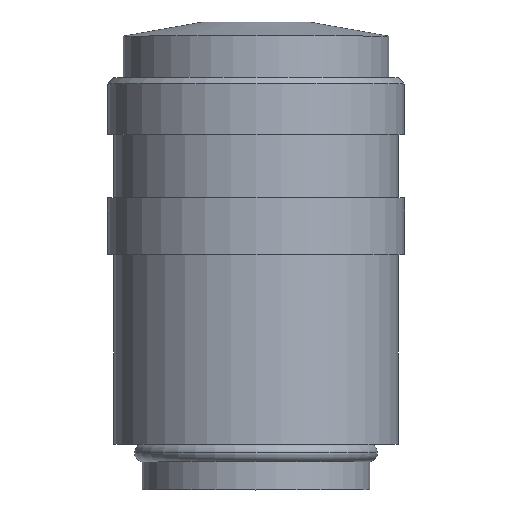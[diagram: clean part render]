
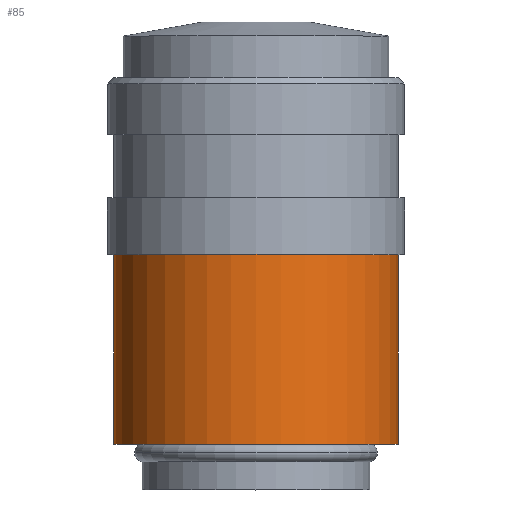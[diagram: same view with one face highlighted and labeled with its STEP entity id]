
A CAD part, top view. The second image highlights one B-rep face of the part: STEP entity #85.
In plain terms, the highlighted cylindrical face has radius 11.25 mm (diameter 22.5 mm), a partial arc.
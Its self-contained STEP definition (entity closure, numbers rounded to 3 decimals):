
#85=ADVANCED_FACE('',(#186),#187,.T.);
#186=FACE_OUTER_BOUND('',#305,.T.);
#187=CYLINDRICAL_SURFACE('',#306,11.25);
#305=EDGE_LOOP('',(#480,#481,#482,#483));
#306=AXIS2_PLACEMENT_3D('',#484,#485,#486);
#480=ORIENTED_EDGE('',*,*,#666,.T.);
#481=ORIENTED_EDGE('',*,*,#710,.F.);
#482=ORIENTED_EDGE('',*,*,#668,.T.);
#483=ORIENTED_EDGE('',*,*,#711,.T.);
#484=CARTESIAN_POINT('',(0.0,11.1,0.0));
#485=DIRECTION('',(-0.0,1.0,0.0));
#486=DIRECTION('',(1.0,0.0,0.0));
#666=EDGE_CURVE('',#778,#779,#780,.T.);
#668=EDGE_CURVE('',#783,#781,#784,.T.);
#710=EDGE_CURVE('',#783,#779,#846,.T.);
#711=EDGE_CURVE('',#781,#778,#847,.T.);
#778=VERTEX_POINT('',#927);
#779=VERTEX_POINT('',#928);
#780=LINE('',#929,#930);
#781=VERTEX_POINT('',#931);
#783=VERTEX_POINT('',#933);
#784=LINE('',#934,#935);
#846=CIRCLE('',#1007,11.25);
#847=CIRCLE('',#1008,11.25);
#927=CARTESIAN_POINT('',(11.25,3.6,0.0));
#928=CARTESIAN_POINT('',(11.25,18.6,0.0));
#929=CARTESIAN_POINT('',(11.25,11.1,0.));
#930=VECTOR('',#1095,1.0);
#931=CARTESIAN_POINT('',(-11.25,3.6,0.));
#933=CARTESIAN_POINT('',(-11.25,18.6,0.));
#934=CARTESIAN_POINT('',(-11.25,11.1,0.));
#935=VECTOR('',#1099,1.0);
#1007=AXIS2_PLACEMENT_3D('',#1170,#1171,#1172);
#1008=AXIS2_PLACEMENT_3D('',#1173,#1174,#1175);
#1095=DIRECTION('',(0.0,1.0,0.0));
#1099=DIRECTION('',(-0.0,-1.0,-0.0));
#1170=CARTESIAN_POINT('',(0.0,18.6,0.0));
#1171=DIRECTION('',(-0.0,1.0,0.0));
#1172=DIRECTION('',(1.0,0.0,0.0));
#1173=CARTESIAN_POINT('',(0.0,3.6,0.0));
#1174=DIRECTION('',(-0.0,1.0,0.0));
#1175=DIRECTION('',(1.0,0.0,0.0));
